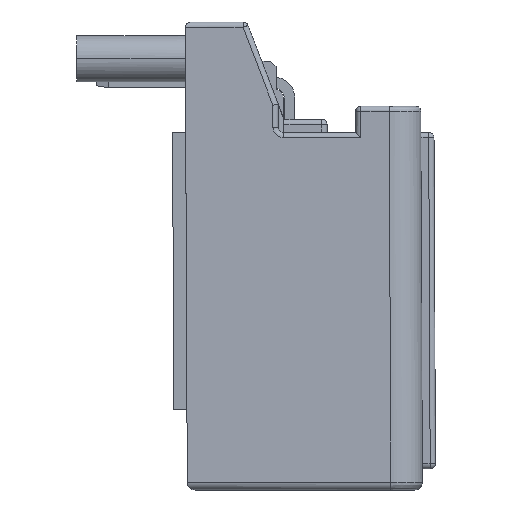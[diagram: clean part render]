
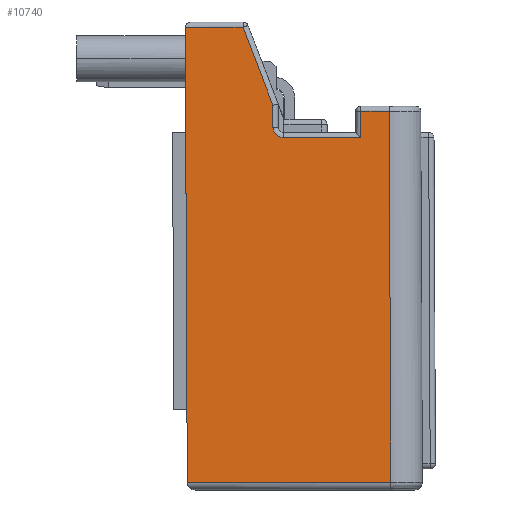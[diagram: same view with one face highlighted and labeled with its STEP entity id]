
A CAD part, left-side view. The second image highlights one B-rep face of the part: STEP entity #10740.
In plain terms, the highlighted planar face has unit normal (-1, 0, 0.004).
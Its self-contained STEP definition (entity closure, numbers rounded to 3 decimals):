
#408=CARTESIAN_POINT('',(-24.31,6.91,7.101));
#446=DIRECTION('',(0.,-1.,0.));
#447=VECTOR('',#446,2.188);
#448=CARTESIAN_POINT('',(-24.31,6.91,7.101));
#449=LINE('',#448,#447);
#454=DIRECTION('',(-0.004,-0.004,-1.));
#455=VECTOR('',#454,16.099);
#456=CARTESIAN_POINT('',(-24.315,6.915,5.899));
#457=LINE('',#456,#455);
#458=DIRECTION('',(-0.004,0.004,-1.));
#459=VECTOR('',#458,1.202);
#460=CARTESIAN_POINT('',(-24.31,6.91,7.101));
#461=LINE('',#460,#459);
#462=DIRECTION('',(0.004,0.357,0.934));
#463=VECTOR('',#462,3.173);
#464=CARTESIAN_POINT('',(-24.323,3.589,4.137));
#465=LINE('',#464,#463);
#466=CARTESIAN_POINT('',(-24.328,3.186,2.901));
#467=CARTESIAN_POINT('',(-24.328,3.212,2.901));
#468=CARTESIAN_POINT('',(-24.328,3.263,2.907));
#469=CARTESIAN_POINT('',(-24.328,3.337,2.931));
#470=CARTESIAN_POINT('',(-24.328,3.405,2.97));
#471=CARTESIAN_POINT('',(-24.328,3.465,3.02));
#472=CARTESIAN_POINT('',(-24.327,3.516,3.08));
#473=CARTESIAN_POINT('',(-24.327,3.555,3.148));
#474=CARTESIAN_POINT('',(-24.327,3.579,3.221));
#475=CARTESIAN_POINT('',(-24.326,3.586,3.274));
#476=CARTESIAN_POINT('',(-24.326,3.586,3.3));
#478=DIRECTION('',(0.004,0.004,1.));
#479=VECTOR('',#478,14.1);
#480=CARTESIAN_POINT('',(-24.385,-0.897,
-10.199));
#481=LINE('',#480,#479);
#486=DIRECTION('',(0.,1.,0.));
#487=VECTOR('',#486,7.742);
#488=CARTESIAN_POINT('',(-24.385,-0.897,
-10.199));
#489=LINE('',#488,#487);
#2449=CARTESIAN_POINT('',(-24.324,-0.836,
3.901));
#2481=CARTESIAN_POINT('',(-24.385,-0.897,
-10.199));
#2488=DIRECTION('',(0.,-1.,0.));
#2489=VECTOR('',#2488,1.076);
#2490=CARTESIAN_POINT('',(-24.324,0.24,
3.901));
#2491=LINE('',#2490,#2489);
#2511=DIRECTION('',(0.004,-0.004,1.));
#2512=VECTOR('',#2511,1.);
#2513=CARTESIAN_POINT('',(-24.328,0.244,
2.901));
#2514=LINE('',#2513,#2512);
#2523=CARTESIAN_POINT('',(-24.328,0.244,
2.901));
#7076=DIRECTION('',(-0.004,-0.003,-1.));
#7077=VECTOR('',#7076,0.837);
#7078=CARTESIAN_POINT('',(-24.323,3.589,4.137));
#7079=LINE('',#7078,#7077);
#7128=DIRECTION('',(0.,-1.,0.));
#7129=VECTOR('',#7128,2.941);
#7130=CARTESIAN_POINT('',(-24.328,3.186,2.901));
#7131=LINE('',#7130,#7129);
#7893=CARTESIAN_POINT('',(-24.385,6.845,-10.2));
#8311=VERTEX_POINT('',#2449);
#8315=VERTEX_POINT('',#2481);
#8631=VERTEX_POINT('',#408);
#8724=CARTESIAN_POINT('',(-24.328,3.186,2.901));
#8726=VERTEX_POINT('',#8724);
#8730=VERTEX_POINT('',#2523);
#8740=VERTEX_POINT('',#7893);
#8762=CARTESIAN_POINT('',(-24.315,6.915,5.899));
#8763=VERTEX_POINT('',#8762);
#8764=CARTESIAN_POINT('',(-24.31,4.722,7.101));
#8765=VERTEX_POINT('',#8764);
#8766=CARTESIAN_POINT('',(-24.323,3.589,4.137));
#8767=VERTEX_POINT('',#8766);
#8768=CARTESIAN_POINT('',(-24.326,3.586,3.3));
#8769=VERTEX_POINT('',#8768);
#8770=CARTESIAN_POINT('',(-24.324,0.24,
3.901));
#8771=VERTEX_POINT('',#8770);
#10714=CARTESIAN_POINT('',(-24.384,0.032,-9.9));
#10715=DIRECTION('',(-1.,0.,0.004));
#10716=DIRECTION('',(0.,1.,0.));
#10717=AXIS2_PLACEMENT_3D('',#10714,#10715,#10716);
#10718=PLANE('',#10717);
#10720=ORIENTED_EDGE('',*,*,#10719,.T.);
#10721=ORIENTED_EDGE('',*,*,#10600,.F.);
#10722=ORIENTED_EDGE('',*,*,#10645,.F.);
#10723=ORIENTED_EDGE('',*,*,#10705,.T.);
#10725=ORIENTED_EDGE('',*,*,#10724,.F.);
#10727=ORIENTED_EDGE('',*,*,#10726,.T.);
#10729=ORIENTED_EDGE('',*,*,#10728,.F.);
#10731=ORIENTED_EDGE('',*,*,#10730,.T.);
#10733=ORIENTED_EDGE('',*,*,#10732,.T.);
#10735=ORIENTED_EDGE('',*,*,#10734,.T.);
#10737=ORIENTED_EDGE('',*,*,#10736,.F.);
#10738=EDGE_LOOP('',(#10720,#10721,#10722,#10723,#10725,#10727,#10729,#10731,
#10733,#10735,#10737));
#10739=FACE_OUTER_BOUND('',#10738,.F.);
#10740=ADVANCED_FACE('',(#10739),#10718,.T.);
#477=B_SPLINE_CURVE_WITH_KNOTS('',3,(#466,#467,#468,#469,#470,#471,#472,#473,
#474,#475,#476),.UNSPECIFIED.,.F.,.F.,(4,1,1,1,1,1,1,1,4),(0.,0.125,0.25,
0.375,0.5,0.625,0.75,0.875,1.),.UNSPECIFIED.);
#10600=EDGE_CURVE('',#8763,#8740,#457,.T.);
#10645=EDGE_CURVE('',#8631,#8763,#461,.T.);
#10705=EDGE_CURVE('',#8631,#8765,#449,.T.);
#10719=EDGE_CURVE('',#8315,#8740,#489,.T.);
#10724=EDGE_CURVE('',#8767,#8765,#465,.T.);
#10726=EDGE_CURVE('',#8767,#8769,#7079,.T.);
#10728=EDGE_CURVE('',#8726,#8769,#477,.T.);
#10730=EDGE_CURVE('',#8726,#8730,#7131,.T.);
#10732=EDGE_CURVE('',#8730,#8771,#2514,.T.);
#10734=EDGE_CURVE('',#8771,#8311,#2491,.T.);
#10736=EDGE_CURVE('',#8315,#8311,#481,.T.);
